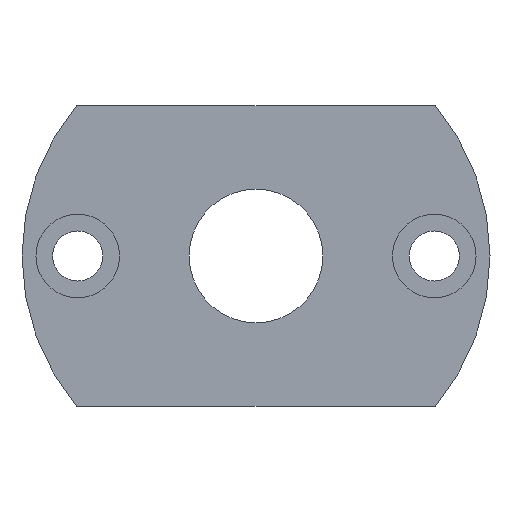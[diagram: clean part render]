
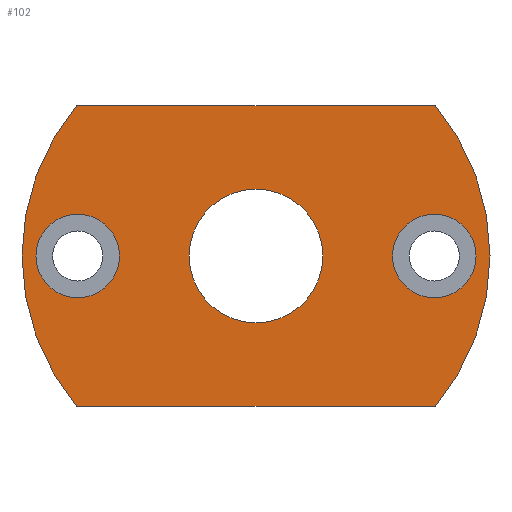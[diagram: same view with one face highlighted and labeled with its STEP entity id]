
A CAD part, left-side view. The second image highlights one B-rep face of the part: STEP entity #102.
In plain terms, the highlighted planar face has unit normal (-1, 0, 0).
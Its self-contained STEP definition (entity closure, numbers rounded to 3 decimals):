
#102 = ADVANCED_FACE( '', ( #165, #166, #167, #168 ), #169, .T. );
#165 = FACE_BOUND( '', #231, .T. );
#166 = FACE_BOUND( '', #232, .T. );
#167 = FACE_OUTER_BOUND( '', #233, .T. );
#168 = FACE_BOUND( '', #234, .T. );
#169 = PLANE( '', #235 );
#231 = EDGE_LOOP( '', ( #439, #440 ) );
#232 = EDGE_LOOP( '', ( #441, #442 ) );
#233 = EDGE_LOOP( '', ( #443, #444, #445, #446, #447, #448 ) );
#234 = EDGE_LOOP( '', ( #449, #450 ) );
#235 = AXIS2_PLACEMENT_3D( '', #451, #452, #453 );
#439 = ORIENTED_EDGE( '', *, *, #499, .T. );
#440 = ORIENTED_EDGE( '', *, *, #489, .T. );
#441 = ORIENTED_EDGE( '', *, *, #503, .T. );
#442 = ORIENTED_EDGE( '', *, *, #481, .T. );
#443 = ORIENTED_EDGE( '', *, *, #505, .T. );
#444 = ORIENTED_EDGE( '', *, *, #477, .T. );
#445 = ORIENTED_EDGE( '', *, *, #511, .T. );
#446 = ORIENTED_EDGE( '', *, *, #508, .T. );
#447 = ORIENTED_EDGE( '', *, *, #512, .T. );
#448 = ORIENTED_EDGE( '', *, *, #475, .T. );
#449 = ORIENTED_EDGE( '', *, *, #514, .F. );
#450 = ORIENTED_EDGE( '', *, *, #471, .F. );
#451 = CARTESIAN_POINT( '', ( 0., 13.5, 0. ) );
#452 = DIRECTION( '', ( -1., 0., 0. ) );
#453 = DIRECTION( '', ( 0., 1., 0. ) );
#471 = EDGE_CURVE( '', #553, #549, #555, .T. );
#475 = EDGE_CURVE( '', #557, #561, #563, .T. );
#477 = EDGE_CURVE( '', #567, #564, #568, .T. );
#481 = EDGE_CURVE( '', #575, #572, #576, .T. );
#489 = EDGE_CURVE( '', #591, #588, #592, .T. );
#499 = EDGE_CURVE( '', #588, #591, #607, .T. );
#503 = EDGE_CURVE( '', #572, #575, #611, .T. );
#505 = EDGE_CURVE( '', #561, #567, #613, .T. );
#508 = EDGE_CURVE( '', #619, #617, #620, .T. );
#511 = EDGE_CURVE( '', #564, #619, #623, .T. );
#512 = EDGE_CURVE( '', #617, #557, #624, .T. );
#514 = EDGE_CURVE( '', #549, #553, #626, .T. );
#549 = VERTEX_POINT( '', #665 );
#553 = VERTEX_POINT( '', #670 );
#555 = CIRCLE( '', #673, 6. );
#557 = VERTEX_POINT( '', #675 );
#561 = VERTEX_POINT( '', #680 );
#563 = CIRCLE( '', #683, 21. );
#564 = VERTEX_POINT( '', #684 );
#567 = VERTEX_POINT( '', #688 );
#568 = CIRCLE( '', #689, 21. );
#572 = VERTEX_POINT( '', #694 );
#575 = VERTEX_POINT( '', #698 );
#576 = CIRCLE( '', #699, 3.75 );
#588 = VERTEX_POINT( '', #714 );
#591 = VERTEX_POINT( '', #718 );
#592 = CIRCLE( '', #719, 3.75 );
#607 = CIRCLE( '', #737, 3.75 );
#611 = CIRCLE( '', #741, 3.75 );
#613 = LINE( '', #744, #745 );
#617 = VERTEX_POINT( '', #750 );
#619 = VERTEX_POINT( '', #753 );
#620 = LINE( '', #754, #755 );
#623 = CIRCLE( '', #759, 21. );
#624 = CIRCLE( '', #760, 21. );
#626 = CIRCLE( '', #762, 6. );
#665 = CARTESIAN_POINT( '', ( 0., 6., 0. ) );
#670 = CARTESIAN_POINT( '', ( 0., -6., 0. ) );
#673 = AXIS2_PLACEMENT_3D( '', #808, #809, #810 );
#675 = CARTESIAN_POINT( '', ( 0., 21., 0. ) );
#680 = CARTESIAN_POINT( '', ( 0., 16.086, -13.5 ) );
#683 = AXIS2_PLACEMENT_3D( '', #816, #817, #818 );
#684 = CARTESIAN_POINT( '', ( 0., -21., 0. ) );
#688 = CARTESIAN_POINT( '', ( 0., -16.086, -13.5 ) );
#689 = AXIS2_PLACEMENT_3D( '', #820, #821, #822 );
#694 = CARTESIAN_POINT( '', ( 0., 19.75, 0. ) );
#698 = CARTESIAN_POINT( '', ( 0., 12.25, 0. ) );
#699 = AXIS2_PLACEMENT_3D( '', #828, #829, #830 );
#714 = CARTESIAN_POINT( '', ( 0., -12.25, 0. ) );
#718 = CARTESIAN_POINT( '', ( 0., -19.75, 0. ) );
#719 = AXIS2_PLACEMENT_3D( '', #844, #845, #846 );
#737 = AXIS2_PLACEMENT_3D( '', #868, #869, #870 );
#741 = AXIS2_PLACEMENT_3D( '', #880, #881, #882 );
#744 = CARTESIAN_POINT( '', ( 0., -1.293, -13.5 ) );
#745 = VECTOR( '', #884, 1. );
#750 = CARTESIAN_POINT( '', ( 0., 16.086, 13.5 ) );
#753 = CARTESIAN_POINT( '', ( 0., -16.086, 13.5 ) );
#754 = CARTESIAN_POINT( '', ( 0., 14.793, 13.5 ) );
#755 = VECTOR( '', #887, 1. );
#759 = AXIS2_PLACEMENT_3D( '', #892, #893, #894 );
#760 = AXIS2_PLACEMENT_3D( '', #895, #896, #897 );
#762 = AXIS2_PLACEMENT_3D( '', #901, #902, #903 );
#808 = CARTESIAN_POINT( '', ( 0., 0., 0. ) );
#809 = DIRECTION( '', ( -1., 0., 0. ) );
#810 = DIRECTION( '', ( 0., 1., 0. ) );
#816 = CARTESIAN_POINT( '', ( 0., 0., 0. ) );
#817 = DIRECTION( '', ( -1., 0., 0. ) );
#818 = DIRECTION( '', ( 0., 1., 0. ) );
#820 = CARTESIAN_POINT( '', ( 0., 0., 0. ) );
#821 = DIRECTION( '', ( -1., 0., 0. ) );
#822 = DIRECTION( '', ( 0., 1., 0. ) );
#828 = CARTESIAN_POINT( '', ( 0., 16., 0. ) );
#829 = DIRECTION( '', ( 1., 0., 0. ) );
#830 = DIRECTION( '', ( 0., 1., 0. ) );
#844 = CARTESIAN_POINT( '', ( 0., -16., 0. ) );
#845 = DIRECTION( '', ( 1., 0., 0. ) );
#846 = DIRECTION( '', ( 0., 1., 0. ) );
#868 = CARTESIAN_POINT( '', ( 0., -16., 0. ) );
#869 = DIRECTION( '', ( 1., 0., 0. ) );
#870 = DIRECTION( '', ( 0., 1., 0. ) );
#880 = CARTESIAN_POINT( '', ( 0., 16., 0. ) );
#881 = DIRECTION( '', ( 1., 0., 0. ) );
#882 = DIRECTION( '', ( 0., 1., 0. ) );
#884 = DIRECTION( '', ( 0., -1., 0. ) );
#887 = DIRECTION( '', ( 0., 1., 0. ) );
#892 = CARTESIAN_POINT( '', ( 0., 0., 0. ) );
#893 = DIRECTION( '', ( -1., 0., 0. ) );
#894 = DIRECTION( '', ( 0., 1., 0. ) );
#895 = CARTESIAN_POINT( '', ( 0., 0., 0. ) );
#896 = DIRECTION( '', ( -1., 0., 0. ) );
#897 = DIRECTION( '', ( 0., 1., 0. ) );
#901 = CARTESIAN_POINT( '', ( 0., 0., 0. ) );
#902 = DIRECTION( '', ( -1., 0., 0. ) );
#903 = DIRECTION( '', ( 0., 1., 0. ) );
